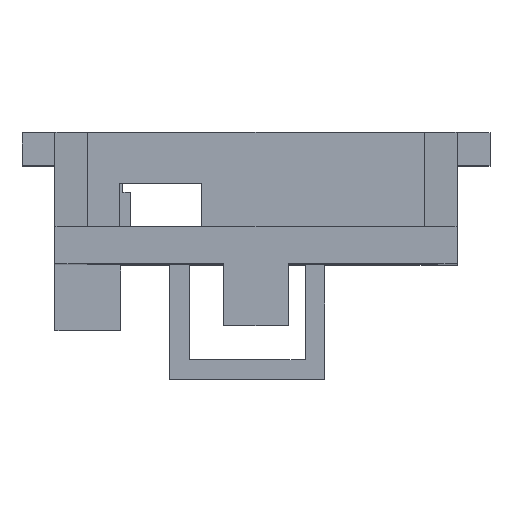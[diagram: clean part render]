
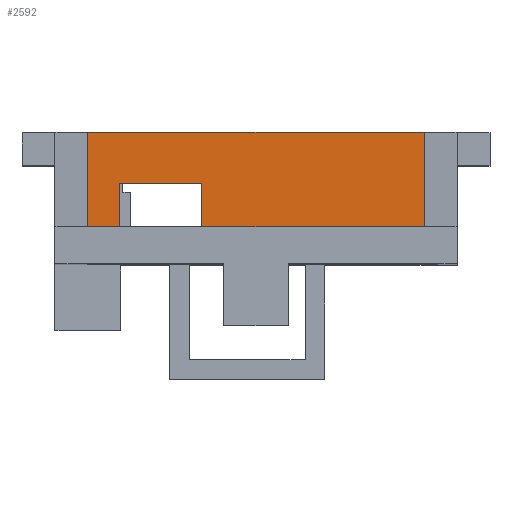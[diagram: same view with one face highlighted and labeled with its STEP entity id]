
A CAD part, top view. The second image highlights one B-rep face of the part: STEP entity #2592.
In plain terms, the highlighted planar face has unit normal (0, 0, 1).
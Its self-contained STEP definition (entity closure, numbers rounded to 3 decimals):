
#42=LINE('',#3268,#273);
#67=LINE('',#3328,#298);
#134=LINE('',#3473,#365);
#135=LINE('',#3476,#366);
#136=LINE('',#3478,#367);
#137=LINE('',#3480,#368);
#138=LINE('',#3481,#369);
#139=LINE('',#3483,#370);
#140=LINE('',#3485,#371);
#141=LINE('',#3486,#372);
#142=LINE('',#3488,#373);
#143=LINE('',#3490,#374);
#273=VECTOR('',#2803,1000.);
#298=VECTOR('',#2838,1000.);
#365=VECTOR('',#2935,1000.);
#366=VECTOR('',#2936,1000.);
#367=VECTOR('',#2937,1000.);
#368=VECTOR('',#2938,1000.);
#369=VECTOR('',#2939,1000.);
#370=VECTOR('',#2940,1000.);
#371=VECTOR('',#2941,1000.);
#372=VECTOR('',#2942,1000.);
#373=VECTOR('',#2943,1000.);
#374=VECTOR('',#2944,1000.);
#618=ORIENTED_EDGE('',*,*,#1123,.T.);
#619=ORIENTED_EDGE('',*,*,#1124,.T.);
#620=ORIENTED_EDGE('',*,*,#1125,.T.);
#621=ORIENTED_EDGE('',*,*,#1126,.T.);
#622=ORIENTED_EDGE('',*,*,#1020,.F.);
#623=ORIENTED_EDGE('',*,*,#1127,.T.);
#624=ORIENTED_EDGE('',*,*,#1128,.T.);
#625=ORIENTED_EDGE('',*,*,#1129,.T.);
#626=ORIENTED_EDGE('',*,*,#1050,.F.);
#627=ORIENTED_EDGE('',*,*,#1130,.F.);
#628=ORIENTED_EDGE('',*,*,#1131,.F.);
#629=ORIENTED_EDGE('',*,*,#1132,.F.);
#1020=EDGE_CURVE('',#1277,#1275,#42,.T.);
#1050=EDGE_CURVE('',#1307,#1308,#67,.T.);
#1123=EDGE_CURVE('',#1371,#1372,#134,.T.);
#1124=EDGE_CURVE('',#1372,#1373,#135,.T.);
#1125=EDGE_CURVE('',#1373,#1374,#136,.T.);
#1126=EDGE_CURVE('',#1374,#1371,#137,.T.);
#1127=EDGE_CURVE('',#1277,#1375,#138,.T.);
#1128=EDGE_CURVE('',#1375,#1376,#139,.T.);
#1129=EDGE_CURVE('',#1376,#1308,#140,.T.);
#1130=EDGE_CURVE('',#1377,#1307,#141,.T.);
#1131=EDGE_CURVE('',#1378,#1377,#142,.T.);
#1132=EDGE_CURVE('',#1275,#1378,#143,.T.);
#1275=VERTEX_POINT('',#3263);
#1277=VERTEX_POINT('',#3267);
#1307=VERTEX_POINT('',#3327);
#1308=VERTEX_POINT('',#3329);
#1371=VERTEX_POINT('',#3474);
#1372=VERTEX_POINT('',#3475);
#1373=VERTEX_POINT('',#3477);
#1374=VERTEX_POINT('',#3479);
#1375=VERTEX_POINT('',#3482);
#1376=VERTEX_POINT('',#3484);
#1377=VERTEX_POINT('',#3487);
#1378=VERTEX_POINT('',#3489);
#1494=EDGE_LOOP('',(#618,#619,#620,#621));
#1495=EDGE_LOOP('',(#622,#623,#624,#625,#626,#627,#628,#629));
#1615=FACE_BOUND('',#1494,.T.);
#1616=FACE_BOUND('',#1495,.T.);
#1718=PLANE('',#2699);
#2592=ADVANCED_FACE('',(#1615,#1616),#1718,.F.);
#2699=AXIS2_PLACEMENT_3D('',#3472,#2933,#2934);
#2803=DIRECTION('',(-1.,0.,0.));
#2838=DIRECTION('',(-1.,0.,0.));
#2933=DIRECTION('',(0.,0.,-1.));
#2934=DIRECTION('',(-1.,0.,0.));
#2935=DIRECTION('',(-1.,0.,0.));
#2936=DIRECTION('',(0.,1.,0.));
#2937=DIRECTION('',(1.,0.,0.));
#2938=DIRECTION('',(0.,-1.,0.));
#2939=DIRECTION('',(0.,1.,0.));
#2940=DIRECTION('',(1.,0.,0.));
#2941=DIRECTION('',(0.,-1.,0.));
#2942=DIRECTION('',(0.,-1.,0.));
#2943=DIRECTION('',(1.,0.,0.));
#2944=DIRECTION('',(0.,1.,0.));
#3263=CARTESIAN_POINT('',(-25.5,-1.5,43.));
#3267=CARTESIAN_POINT('',(-10.748,-1.5,43.));
#3268=CARTESIAN_POINT('',(30.5,-1.5,43.));
#3327=CARTESIAN_POINT('',(25.5,-1.5,43.));
#3328=CARTESIAN_POINT('',(30.5,-1.5,43.));
#3329=CARTESIAN_POINT('',(-6.2,-1.5,43.));
#3472=CARTESIAN_POINT('',(30.5,-1.5,43.));
#3473=CARTESIAN_POINT('',(-20.663,3.547,43.));
#3474=CARTESIAN_POINT('',(-8.208,3.547,43.));
#3475=CARTESIAN_POINT('',(-20.663,3.547,43.));
#3476=CARTESIAN_POINT('',(-20.663,10.812,43.));
#3477=CARTESIAN_POINT('',(-20.663,10.812,43.));
#3478=CARTESIAN_POINT('',(-8.208,10.812,43.));
#3479=CARTESIAN_POINT('',(-8.208,10.812,43.));
#3480=CARTESIAN_POINT('',(-8.208,3.547,43.));
#3481=CARTESIAN_POINT('',(-10.748,-1.5,43.));
#3482=CARTESIAN_POINT('',(-10.748,2.68,43.));
#3483=CARTESIAN_POINT('',(-10.748,2.68,43.));
#3484=CARTESIAN_POINT('',(-6.2,2.68,43.));
#3485=CARTESIAN_POINT('',(-6.2,2.68,43.));
#3486=CARTESIAN_POINT('',(25.5,18.5,43.));
#3487=CARTESIAN_POINT('',(25.5,18.5,43.));
#3488=CARTESIAN_POINT('',(-30.5,18.5,43.));
#3489=CARTESIAN_POINT('',(-25.5,18.5,43.));
#3490=CARTESIAN_POINT('',(-25.5,18.5,43.));
